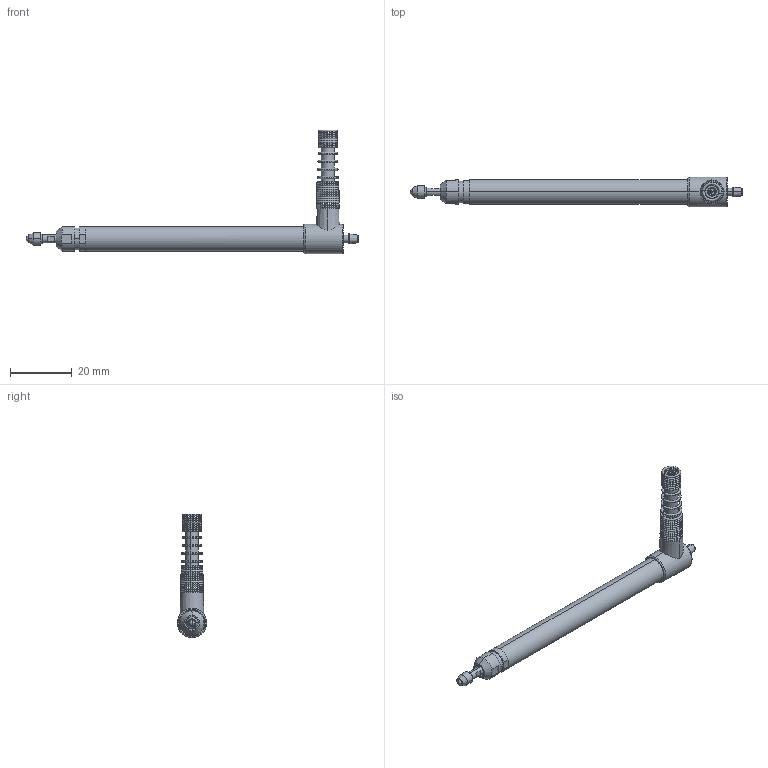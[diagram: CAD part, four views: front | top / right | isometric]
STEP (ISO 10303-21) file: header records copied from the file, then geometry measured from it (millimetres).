
FILE_DESCRIPTION (( 'STEP AP214' ), '1' );
FILE_NAME ('DP-10VAL.STEP', '2025-11-07T07:22:22', ( 'User' ), ( 'user' ), 'SwSTEP 2.0', 'SolidWorks 2020', '' );
FILE_SCHEMA (( 'AUTOMOTIVE_DESIGN' ));
Length unit declared in the file: millimetre
Products named in the file (1): DP-10VAL
Bounding box: 107.9 x 9.6 x 40.1 mm (x, y, z)
Surface area: 4763.3 mm2 (no closed solid volume)
Topology: 0 solids, 43 shells, 196 faces, 501 edges, 324 vertices
Faces by surface type: torus 110, cylinder 42, plane 34, cone 8, sphere 2
Entity records: 8653 total; most frequent: CARTESIAN_POINT 1550, DIRECTION 1208, ORIENTED_EDGE 860, AXIS2_PLACEMENT_3D 546, EDGE_CURVE 497, CIRCLE 349, VERTEX_POINT 322, EDGE_LOOP 220
